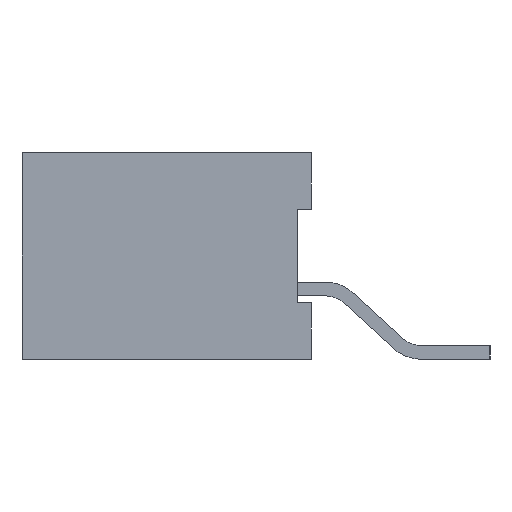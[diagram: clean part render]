
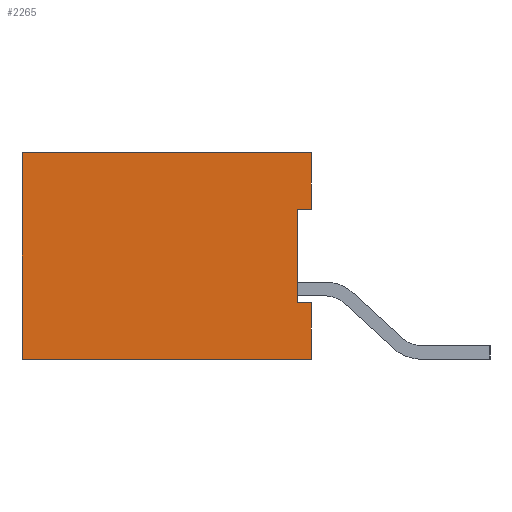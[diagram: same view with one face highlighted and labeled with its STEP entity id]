
A CAD part, left-side view. The second image highlights one B-rep face of the part: STEP entity #2265.
In plain terms, the highlighted planar face has unit normal (-1, 0, 0).
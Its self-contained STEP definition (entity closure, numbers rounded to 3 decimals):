
#114=ORIENTED_EDGE('',*,*,#746,.T.);
#115=ORIENTED_EDGE('',*,*,#741,.T.);
#116=ORIENTED_EDGE('',*,*,#747,.F.);
#117=ORIENTED_EDGE('',*,*,#748,.F.);
#118=ORIENTED_EDGE('',*,*,#749,.T.);
#119=ORIENTED_EDGE('',*,*,#743,.T.);
#120=ORIENTED_EDGE('',*,*,#750,.T.);
#121=ORIENTED_EDGE('',*,*,#718,.T.);
#718=EDGE_CURVE('',#1034,#1035,#1234,.T.);
#741=EDGE_CURVE('',#1055,#1057,#1257,.T.);
#743=EDGE_CURVE('',#1060,#1059,#1259,.T.);
#746=EDGE_CURVE('',#1035,#1055,#1262,.T.);
#747=EDGE_CURVE('',#1062,#1057,#1263,.T.);
#748=EDGE_CURVE('',#1063,#1062,#1264,.T.);
#749=EDGE_CURVE('',#1063,#1060,#1265,.T.);
#750=EDGE_CURVE('',#1059,#1034,#1266,.T.);
#1034=VERTEX_POINT('',#3197);
#1035=VERTEX_POINT('',#3198);
#1055=VERTEX_POINT('',#3239);
#1057=VERTEX_POINT('',#3243);
#1059=VERTEX_POINT('',#3248);
#1060=VERTEX_POINT('',#3250);
#1062=VERTEX_POINT('',#3257);
#1063=VERTEX_POINT('',#3259);
#1234=LINE('',#3196,#1542);
#1257=LINE('',#3244,#1565);
#1259=LINE('',#3249,#1567);
#1262=LINE('',#3255,#1570);
#1263=LINE('',#3256,#1571);
#1264=LINE('',#3258,#1572);
#1265=LINE('',#3260,#1573);
#1266=LINE('',#3261,#1574);
#1542=VECTOR('',#2582,1000.);
#1565=VECTOR('',#2607,1000.);
#1567=VECTOR('',#2611,1000.);
#1570=VECTOR('',#2616,1000.);
#1571=VECTOR('',#2617,1000.);
#1572=VECTOR('',#2618,1000.);
#1573=VECTOR('',#2619,1000.);
#1574=VECTOR('',#2620,1000.);
#1845=EDGE_LOOP('',(#114,#115,#116,#117,#118,#119,#120,#121));
#1997=FACE_BOUND('',#1845,.T.);
#2141=PLANE('',#2420);
#2265=ADVANCED_FACE('',(#1997),#2141,.F.);
#2420=AXIS2_PLACEMENT_3D('',#3254,#2614,#2615);
#2582=DIRECTION('',(0.,0.,1.));
#2607=DIRECTION('',(0.,0.,1.));
#2611=DIRECTION('',(0.,0.,1.));
#2614=DIRECTION('',(1.,0.,0.));
#2615=DIRECTION('',(0.,0.,-1.));
#2616=DIRECTION('',(0.,-1.,0.));
#2617=DIRECTION('',(0.,-1.,0.));
#2618=DIRECTION('',(0.,0.,1.));
#2619=DIRECTION('',(0.,-1.,0.));
#2620=DIRECTION('',(0.,1.,0.));
#3196=CARTESIAN_POINT('',(0.,0.1,0.41));
#3197=CARTESIAN_POINT('',(0.,0.1,0.41));
#3198=CARTESIAN_POINT('',(0.,0.1,1.09));
#3239=CARTESIAN_POINT('',(0.,0.,1.09));
#3243=CARTESIAN_POINT('',(0.,0.,1.5));
#3244=CARTESIAN_POINT('',(0.,0.,0.));
#3248=CARTESIAN_POINT('',(0.,0.,0.41));
#3249=CARTESIAN_POINT('',(0.,0.,0.));
#3250=CARTESIAN_POINT('',(0.,0.,0.));
#3254=CARTESIAN_POINT('',(0.,2.1,0.));
#3255=CARTESIAN_POINT('',(0.,0.1,1.09));
#3256=CARTESIAN_POINT('',(0.,2.1,1.5));
#3257=CARTESIAN_POINT('',(0.,2.1,1.5));
#3258=CARTESIAN_POINT('',(0.,2.1,0.));
#3259=CARTESIAN_POINT('',(0.,2.1,0.));
#3260=CARTESIAN_POINT('',(0.,2.1,0.));
#3261=CARTESIAN_POINT('',(0.,0.,0.41));
